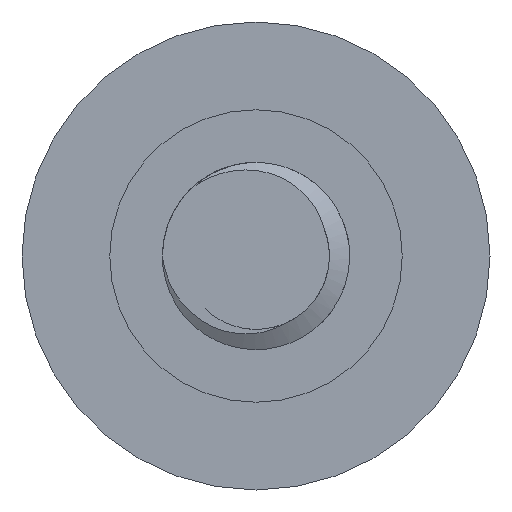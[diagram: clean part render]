
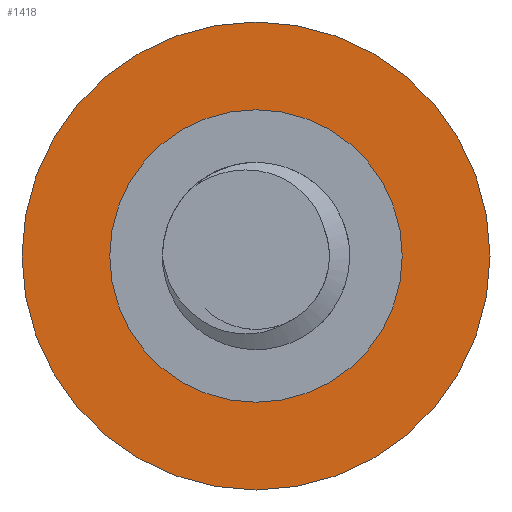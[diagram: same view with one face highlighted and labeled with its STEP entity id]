
A CAD part, front view. The second image highlights one B-rep face of the part: STEP entity #1418.
In plain terms, the highlighted planar face has unit normal (0, -1, 0).
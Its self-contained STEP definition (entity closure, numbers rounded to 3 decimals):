
#67 = AXIS2_PLACEMENT_3D ( 'NONE', #1550, #627, #815 ) ;
#81 = EDGE_CURVE ( 'NONE', #854, #1255, #1668, .T. ) ;
#100 = PLANE ( 'NONE',  #1628 ) ;
#179 = CARTESIAN_POINT ( 'NONE',  ( 0., 33., 3.125 ) ) ;
#296 = DIRECTION ( 'NONE',  ( 0., 0., 1. ) ) ;
#350 = VERTEX_POINT ( 'NONE', #2532 ) ;
#399 = ORIENTED_EDGE ( 'NONE', *, *, #81, .T. ) ;
#436 = CARTESIAN_POINT ( 'NONE',  ( 0., 33., 5. ) ) ;
#470 = VERTEX_POINT ( 'NONE', #179 ) ;
#513 = CIRCLE ( 'NONE', #680, 3.125 ) ;
#565 = CIRCLE ( 'NONE', #67, 5. ) ;
#576 = CARTESIAN_POINT ( 'NONE',  ( 0., 33., -5. ) ) ;
#627 = DIRECTION ( 'NONE',  ( 0., -1., 0. ) ) ;
#680 = AXIS2_PLACEMENT_3D ( 'NONE', #2058, #1250, #1640 ) ;
#711 = EDGE_LOOP ( 'NONE', ( #399, #2482 ) ) ;
#742 = DIRECTION ( 'NONE',  ( 0., -1., 0. ) ) ;
#806 = EDGE_CURVE ( 'NONE', #1255, #854, #565, .T. ) ;
#815 = DIRECTION ( 'NONE',  ( 0., 0., -1. ) ) ;
#854 = VERTEX_POINT ( 'NONE', #576 ) ;
#855 = FACE_BOUND ( 'NONE', #2234, .T. ) ;
#947 = ORIENTED_EDGE ( 'NONE', *, *, #2190, .F. ) ;
#1166 = CIRCLE ( 'NONE', #1246, 3.125 ) ;
#1240 = FACE_OUTER_BOUND ( 'NONE', #711, .T. ) ;
#1246 = AXIS2_PLACEMENT_3D ( 'NONE', #1936, #742, #1715 ) ;
#1250 = DIRECTION ( 'NONE',  ( 0., -1., 0. ) ) ;
#1255 = VERTEX_POINT ( 'NONE', #436 ) ;
#1264 = DIRECTION ( 'NONE',  ( 0., 1., 0. ) ) ;
#1418 = ADVANCED_FACE ( 'NONE', ( #855, #1240 ), #100, .F. ) ;
#1501 = CARTESIAN_POINT ( 'NONE',  ( 0., 33., 0. ) ) ;
#1506 = AXIS2_PLACEMENT_3D ( 'NONE', #1501, #2467, #1754 ) ;
#1550 = CARTESIAN_POINT ( 'NONE',  ( 0., 33., 0. ) ) ;
#1628 = AXIS2_PLACEMENT_3D ( 'NONE', #2076, #1264, #296 ) ;
#1640 = DIRECTION ( 'NONE',  ( 0., 0., -1. ) ) ;
#1668 = CIRCLE ( 'NONE', #1506, 5. ) ;
#1715 = DIRECTION ( 'NONE',  ( 0., 0., -1. ) ) ;
#1745 = ORIENTED_EDGE ( 'NONE', *, *, #2393, .F. ) ;
#1754 = DIRECTION ( 'NONE',  ( 0., 0., -1. ) ) ;
#1936 = CARTESIAN_POINT ( 'NONE',  ( 0., 33., 0. ) ) ;
#2058 = CARTESIAN_POINT ( 'NONE',  ( 0., 33., 0. ) ) ;
#2076 = CARTESIAN_POINT ( 'NONE',  ( -3.125, 33., 0. ) ) ;
#2190 = EDGE_CURVE ( 'NONE', #470, #350, #513, .T. ) ;
#2234 = EDGE_LOOP ( 'NONE', ( #1745, #947 ) ) ;
#2393 = EDGE_CURVE ( 'NONE', #350, #470, #1166, .T. ) ;
#2467 = DIRECTION ( 'NONE',  ( 0., -1., 0. ) ) ;
#2482 = ORIENTED_EDGE ( 'NONE', *, *, #806, .T. ) ;
#2532 = CARTESIAN_POINT ( 'NONE',  ( 0., 33., -3.125 ) ) ;
